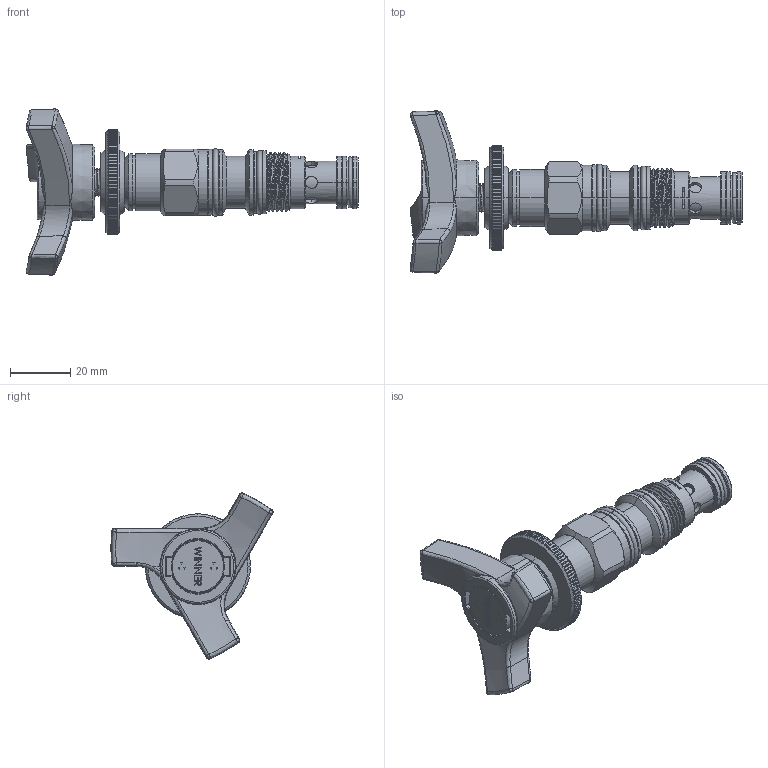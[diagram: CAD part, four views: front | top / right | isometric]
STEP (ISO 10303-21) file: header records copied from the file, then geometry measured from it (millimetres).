
FILE_DESCRIPTION (( 'STEP AP203' ), '1' );
FILE_NAME ('CB11A33(3A)(3C)(3Q)-T(280bar).STEP', '2020-03-17T06:13:00', ( '' ), ( '' ), 'SwSTEP 2.0', 'SolidWorks 2018', '' );
FILE_SCHEMA (( 'CONFIG_CONTROL_DESIGN' ));
Length unit declared in the file: millimetre
Products named in the file (1): CB11A33(3A)(3C)(3Q)-T(280bar)
Bounding box: 110.54 x 54.02 x 55.33 mm (x, y, z)
Volume: 44405 mm3; surface area: 15563.7 mm2
Topology: 2 solids, 2 shells, 809 faces, 2114 edges, 1330 vertices
Faces by surface type: plane 325, cylinder 241, bspline 83, cone 73, torus 47, sphere 40
Entity records: 31807 total; most frequent: CARTESIAN_POINT 13048, ORIENTED_EDGE 4186, DIRECTION 3605, EDGE_CURVE 2093, AXIS2_PLACEMENT_3D 1435, VERTEX_POINT 1324, EDGE_LOOP 851, ADVANCED_FACE 809
